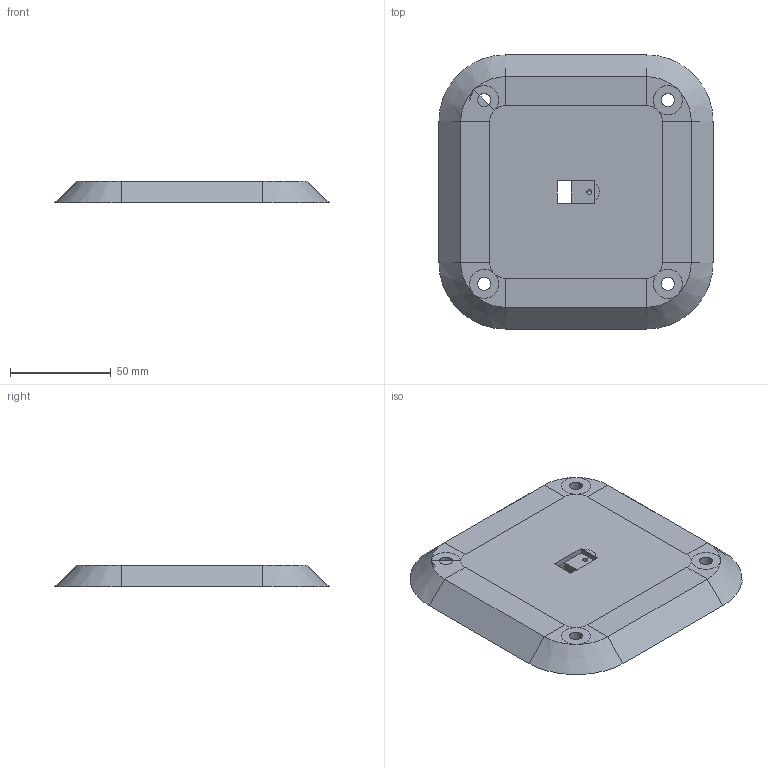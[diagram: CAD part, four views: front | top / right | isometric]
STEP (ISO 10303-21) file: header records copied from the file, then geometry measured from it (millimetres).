
FILE_DESCRIPTION(('FreeCAD Model'),'2;1');
FILE_NAME('Vrchni_kryt_UV_senzor.step','2021-03-01T10:43:43',('Author'),(''), 'Open CASCADE STEP processor 7.3','FreeCAD','Unknown');
FILE_SCHEMA(('AUTOMOTIVE_DESIGN { 1 0 10303 214 1 1 1 1 }'));
Length unit declared in the file: millimetre
Products named in the file (1): Vrchni_kryt_UV_senzor
Bounding box: 136 x 136 x 10.8 mm (x, y, z)
Volume: 149551.6 mm3; surface area: 38494.8 mm2
Topology: 1 solids, 1 shells, 85 faces, 194 edges, 113 vertices
Faces by surface type: plane 66, cylinder 10, cone 9
Full cylindrical faces by diameter (mm): 2.5 x1, 6.4 x4, 10 x1, 14.4 x4
Entity records: 5067 total; most frequent: CARTESIAN_POINT 1108, DIRECTION 777, LINE 389, VECTOR 389, ORIENTED_EDGE 386, PCURVE 386, DEFINITIONAL_REPRESENTATION 386, EDGE_CURVE 193
